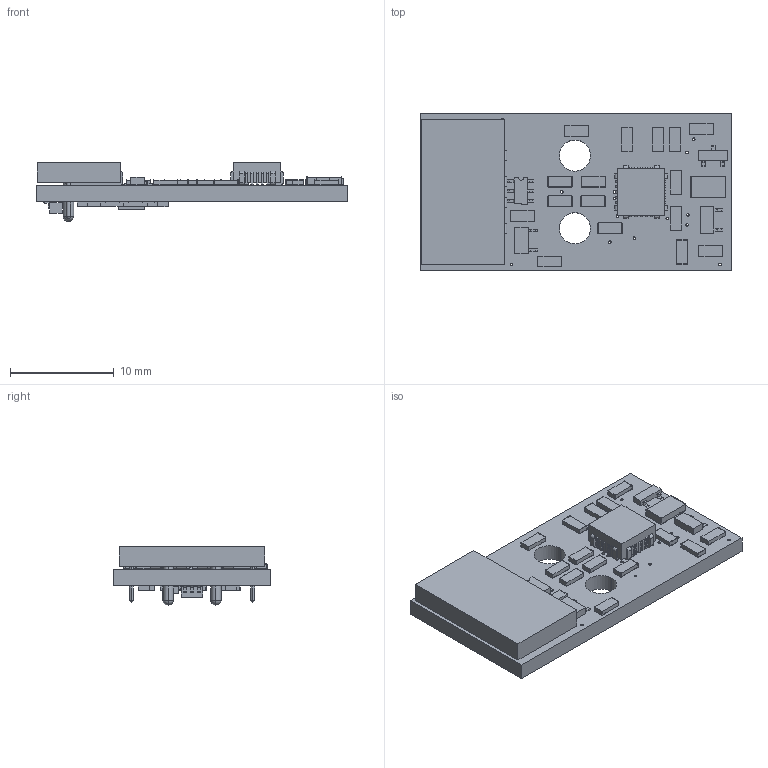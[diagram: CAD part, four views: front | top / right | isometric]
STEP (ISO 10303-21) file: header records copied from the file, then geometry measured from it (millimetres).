
FILE_DESCRIPTION(('PCB Model'),'2;1');
FILE_NAME('AleatoryNumbersKeyGenerator.STEP','2018-05-10T09:35:09',( 'erwan'),('Unspecified'),'Open CASCADE STEP processor 6.8','Proteus' ,'Unknown');
FILE_SCHEMA(('AUTOMOTIVE_DESIGN_CC2 { 1 2 10303 214 -1 1 5 4 }'));
Length unit declared in the file: millimetre
Products named in the file (114): Open CASCADE STEP translator 6.8 1; Layer_1; J1; Open CASCADE STEP translator 6.8 1.2.1; Body_1; Pin_1; Pin_2; Pin_3; Pin_4; Pin_5; Pin_6; Pin_7; Pin_8; U1; Open CASCADE STEP translator 6.8 1.3.1; R1; Open CASCADE STEP translator 6.8 1.4.1; R2; C2; Open CASCADE STEP translator 6.8 1.6.1; C3; U6; Open CASCADE STEP translator 6.8 1.8.1; Pin_9; Pin_10; Pin_11; Pin_12; Pin_13; Pin_14; Pin_15; Pin_16; Pin_17; Pin_18; Pin_19; Pin_20; Pin_21; Pin_22; Pin_23; Pin_24; Pin_25 ...
Assembly tree (139 placements, depth 4):
  Open CASCADE STEP translator 6.8 1
    Layer_1
    J1
      Open CASCADE STEP translator 6.8 1.2.1
        Body_1
        Pin_1
        Pin_2
        Pin_3
        Pin_4
        Pin_5
        Pin_6
        Pin_7
        Pin_8
    U1
      Open CASCADE STEP translator 6.8 1.3.1
        Body_1
        Pin_1
        Pin_2
        Pin_3
        Pin_4
        Pin_5
        Pin_6
    R1
      Open CASCADE STEP translator 6.8 1.4.1
        Body_1
        Pin_1
        Pin_2
    R2
      Open CASCADE STEP translator 6.8 1.4.1
        Body_1
        Pin_1
        Pin_2
    C2
      Open CASCADE STEP translator 6.8 1.6.1
        Body_1
        Pin_1
        Pin_2
    C3
      Open CASCADE STEP translator 6.8 1.6.1
        Body_1
        Pin_1
        Pin_2
    U6
      Open CASCADE STEP translator 6.8 1.8.1
        Body_1
        Pin_1
        Pin_2
        Pin_3
        Pin_4
        Pin_5
        Pin_6
        Pin_7
        Pin_8
        Pin_9
        Pin_10
        Pin_11
        Pin_12
        Pin_13
        Pin_14
        Pin_15
Bounding box: 30 x 15.2 x 5.66 mm (x, y, z)
Volume: 1014.5 mm3; surface area: 2098.3 mm2
Topology: 147 solids, 147 shells, 1666 faces, 4124 edges, 2736 vertices
Faces by surface type: plane 1257, cylinder 393, sphere 16
Entity records: 29470 total; most frequent: CARTESIAN_POINT 4542, DIRECTION 4486, ORIENTED_EDGE 4184, EDGE_CURVE 2092, LINE 1566, VECTOR 1566, AXIS2_PLACEMENT_3D 1460, VERTEX_POINT 1392
